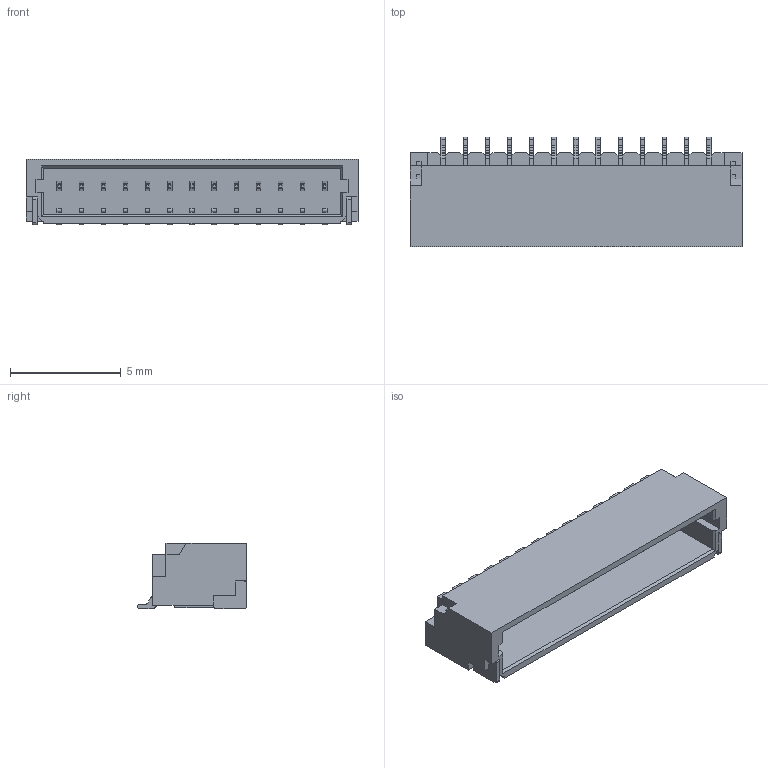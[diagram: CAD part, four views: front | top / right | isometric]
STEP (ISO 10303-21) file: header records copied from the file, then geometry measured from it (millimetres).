
FILE_DESCRIPTION(('STEP AP214'), '1');
FILE_NAME('SMxB-SRSS-TB', '', ('UNSPECIFIED'), ('UNSPECIFIED'), 'ASCON STEP Converter 1.6', 'ASCON Math Kernel', '');
FILE_SCHEMA(('AUTOMOTIVE_DESIGN { 1 0 10303 214 3 1 1}'));
Length unit declared in the file: millimetre
Bounding box: 15 x 4.95 x 2.95 mm (x, y, z)
Volume: 90.8 mm3; surface area: 477.5 mm2
Topology: 16 solids, 16 shells, 645 faces, 1908 edges, 1270 vertices
Faces by surface type: plane 535, cylinder 110
Entity records: 26688 total; most frequent: CARTESIAN_POINT 3824, ORIENTED_EDGE 3816, DIRECTION 3420, EDGE_CURVE 1908, LINE 1688, VECTOR 1688, VERTEX_POINT 1270, AXIS2_PLACEMENT_3D 866
